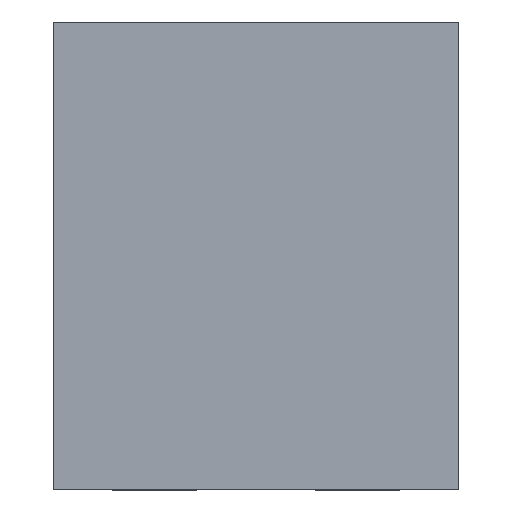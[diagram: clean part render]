
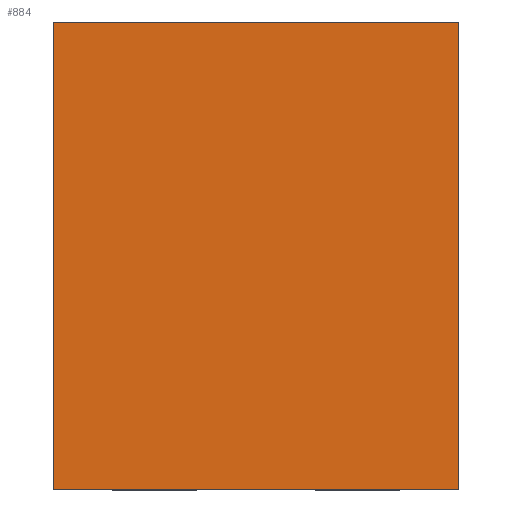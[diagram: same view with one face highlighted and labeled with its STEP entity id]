
A CAD part, top view. The second image highlights one B-rep face of the part: STEP entity #884.
In plain terms, the highlighted planar face has unit normal (0, 0, 1).
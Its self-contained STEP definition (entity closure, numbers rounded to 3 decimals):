
#4 = CARTESIAN_POINT ( 'NONE',  ( -6.5, -7.5, 5.35 ) ) ;
#51 = CARTESIAN_POINT ( 'NONE',  ( -6.5, -7.5, 5.35 ) ) ;
#58 = VERTEX_POINT ( 'NONE', #51 ) ;
#71 = LINE ( 'NONE', #947, #881 ) ;
#140 = VERTEX_POINT ( 'NONE', #529 ) ;
#168 = VERTEX_POINT ( 'NONE', #317 ) ;
#178 = DIRECTION ( 'NONE',  ( 1., 0., 0. ) ) ;
#184 = ORIENTED_EDGE ( 'NONE', *, *, #472, .T. ) ;
#226 = DIRECTION ( 'NONE',  ( 0., -1., 0. ) ) ;
#260 = DIRECTION ( 'NONE',  ( 0., 1., 0. ) ) ;
#316 = CARTESIAN_POINT ( 'NONE',  ( -6.5, 7.5, 5.35 ) ) ;
#317 = CARTESIAN_POINT ( 'NONE',  ( 6.5, -7.5, 5.35 ) ) ;
#363 = ORIENTED_EDGE ( 'NONE', *, *, #894, .T. ) ;
#380 = FACE_OUTER_BOUND ( 'NONE', #1288, .T. ) ;
#388 = DIRECTION ( 'NONE',  ( -1., 0., 0. ) ) ;
#404 = ORIENTED_EDGE ( 'NONE', *, *, #733, .T. ) ;
#472 = EDGE_CURVE ( 'NONE', #1123, #140, #890, .T. ) ;
#492 = AXIS2_PLACEMENT_3D ( 'NONE', #564, #760, #1000 ) ;
#502 = ORIENTED_EDGE ( 'NONE', *, *, #804, .T. ) ;
#526 = LINE ( 'NONE', #820, #765 ) ;
#529 = CARTESIAN_POINT ( 'NONE',  ( -6.5, 7.5, 5.35 ) ) ;
#564 = CARTESIAN_POINT ( 'NONE',  ( 0., 0., 5.35 ) ) ;
#579 = LINE ( 'NONE', #4, #686 ) ;
#686 = VECTOR ( 'NONE', #178, 1000. ) ;
#733 = EDGE_CURVE ( 'NONE', #58, #168, #579, .T. ) ;
#742 = PLANE ( 'NONE',  #492 ) ;
#760 = DIRECTION ( 'NONE',  ( 0., 0., 1. ) ) ;
#765 = VECTOR ( 'NONE', #226, 1000. ) ;
#804 = EDGE_CURVE ( 'NONE', #168, #1123, #71, .T. ) ;
#820 = CARTESIAN_POINT ( 'NONE',  ( -6.5, 7.5, 5.35 ) ) ;
#881 = VECTOR ( 'NONE', #260, 1000. ) ;
#884 = ADVANCED_FACE ( 'NONE', ( #380 ), #742, .T. ) ;
#890 = LINE ( 'NONE', #316, #990 ) ;
#894 = EDGE_CURVE ( 'NONE', #140, #58, #526, .T. ) ;
#947 = CARTESIAN_POINT ( 'NONE',  ( 6.5, 7.5, 5.35 ) ) ;
#976 = CARTESIAN_POINT ( 'NONE',  ( 6.5, 7.5, 5.35 ) ) ;
#990 = VECTOR ( 'NONE', #388, 1000. ) ;
#1000 = DIRECTION ( 'NONE',  ( 1., 0., 0. ) ) ;
#1123 = VERTEX_POINT ( 'NONE', #976 ) ;
#1288 = EDGE_LOOP ( 'NONE', ( #502, #184, #363, #404 ) ) ;
